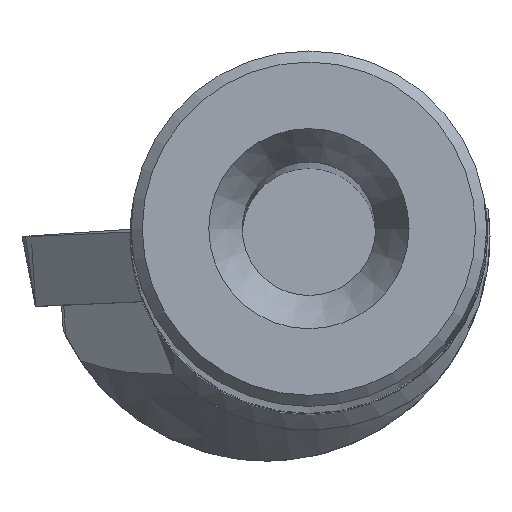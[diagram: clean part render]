
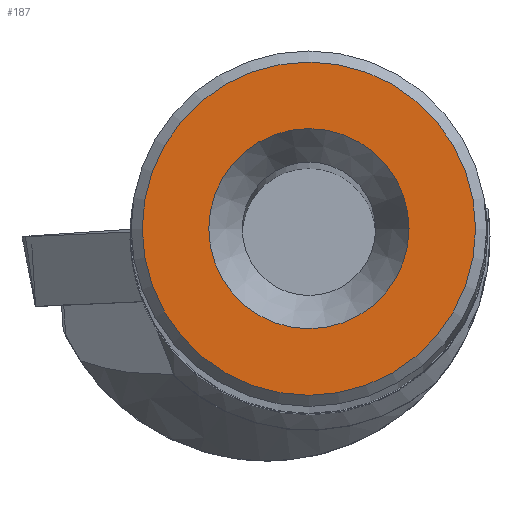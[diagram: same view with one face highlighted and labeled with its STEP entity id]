
A CAD part, top view. The second image highlights one B-rep face of the part: STEP entity #187.
In plain terms, the highlighted planar face has unit normal (0, 0, 1).
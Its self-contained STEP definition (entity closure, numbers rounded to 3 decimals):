
#187=ADVANCED_FACE('',(#330,#331),#221,.T.);
#221=PLANE('',#956);
#330=FACE_BOUND('',#383,.T.);
#331=FACE_BOUND('',#384,.T.);
#383=EDGE_LOOP('',(#536));
#384=EDGE_LOOP('',(#537));
#536=ORIENTED_EDGE('',*,*,#765,.F.);
#537=ORIENTED_EDGE('',*,*,#766,.T.);
#676=VERTEX_POINT('',#1574);
#677=VERTEX_POINT('',#1576);
#765=EDGE_CURVE('',#676,#676,#808,.T.);
#766=EDGE_CURVE('',#677,#677,#809,.T.);
#808=CIRCLE('',#954,4.5);
#809=CIRCLE('',#955,7.493);
#954=AXIS2_PLACEMENT_3D('',#1573,#1145,#1146);
#955=AXIS2_PLACEMENT_3D('',#1575,#1147,#1148);
#956=AXIS2_PLACEMENT_3D('',#1577,#1149,#1150);
#1145=DIRECTION('',(0.,0.,1.));
#1146=DIRECTION('',(1.,0.,0.));
#1147=DIRECTION('',(0.,0.,1.));
#1148=DIRECTION('',(1.,0.,0.));
#1149=DIRECTION('',(0.,0.,1.));
#1150=DIRECTION('',(1.,0.,0.));
#1573=CARTESIAN_POINT('',(0.,0.,0.));
#1574=CARTESIAN_POINT('',(4.5,0.,0.));
#1575=CARTESIAN_POINT('',(0.,0.,0.));
#1576=CARTESIAN_POINT('',(7.493,0.,0.));
#1577=CARTESIAN_POINT('',(0.,0.,0.));
